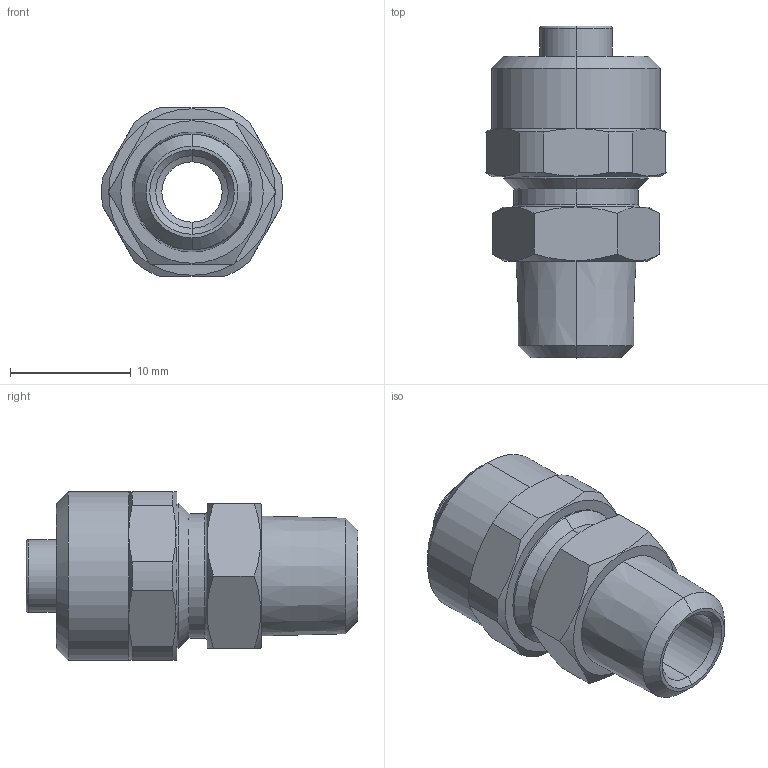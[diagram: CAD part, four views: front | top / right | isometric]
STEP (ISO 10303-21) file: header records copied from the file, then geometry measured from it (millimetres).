
FILE_DESCRIPTION (( 'STEP AP203' ), '1' );
FILE_NAME ('02010041.STEP', '2011-06-15T06:24:26', ( '' ), ( 'sopra-pneumatic' ), 'SwSTEP 2.0', 'SolidWorks 2011', '' );
FILE_SCHEMA (( 'CONFIG_CONTROL_DESIGN' ));
Length unit declared in the file: millimetre
Products named in the file (1): 02010041
Bounding box: 14.98 x 27.5 x 14 mm (x, y, z)
Volume: 2320 mm3; surface area: 1821.8 mm2
Topology: 1 solids, 1 shells, 79 faces, 176 edges, 104 vertices
Faces by surface type: cone 34, cylinder 22, plane 19, torus 4
Entity records: 2363 total; most frequent: CARTESIAN_POINT 552, DIRECTION 376, ORIENTED_EDGE 352, EDGE_CURVE 176, AXIS2_PLACEMENT_3D 160, VERTEX_POINT 104, EDGE_LOOP 86, CIRCLE 80
